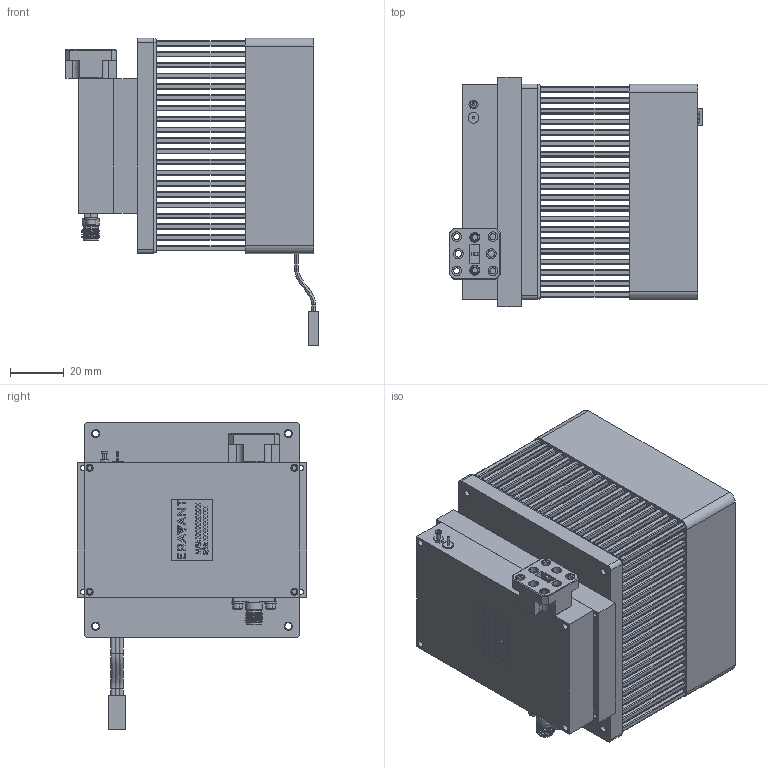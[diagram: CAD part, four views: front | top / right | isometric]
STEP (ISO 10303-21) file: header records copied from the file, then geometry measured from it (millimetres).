
FILE_DESCRIPTION (( 'STEP AP214' ), '1' );
FILE_NAME ('BP-ZA-2CW-2-H Rev 1.0.STEP', '2024-01-11T20:33:49', ( '' ), ( '' ), 'SwSTEP 2.0', 'SolidWorks 2021', '' );
FILE_SCHEMA (( 'AUTOMOTIVE_DESIGN' ));
Length unit declared in the file: inch
Products named in the file (1): BP-ZA-2CW-2-H Rev 1.0
Bounding box: 94.22 x 85.09 x 114.26 mm (x, y, z)
Volume: 333154.4 mm3; surface area: 168553.8 mm2
Topology: 21 solids, 21 shells, 5108 faces, 13536 edges, 8938 vertices
Faces by surface type: plane 2556, cylinder 2127, bspline 264, cone 159, torus 2
Entity records: 177323 total; most frequent: CARTESIAN_POINT 50192, ORIENTED_EDGE 27020, DIRECTION 25761, EDGE_CURVE 13510, VERTEX_POINT 8938, AXIS2_PLACEMENT_3D 8649, VECTOR 8463, LINE 8463
